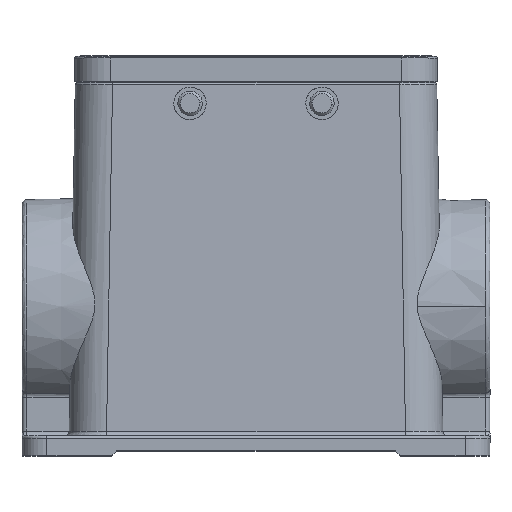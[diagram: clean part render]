
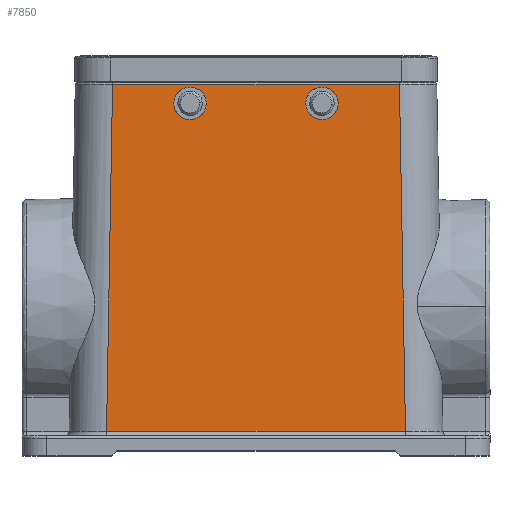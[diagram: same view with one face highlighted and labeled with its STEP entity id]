
A CAD part, top view. The second image highlights one B-rep face of the part: STEP entity #7850.
In plain terms, the highlighted planar face has unit normal (0, 0.018, 1).
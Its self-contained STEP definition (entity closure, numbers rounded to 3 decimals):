
#366 = CARTESIAN_POINT ( 'NONE',  ( 28.81, -2.491, 21.509 ) ) ;
#412 = CARTESIAN_POINT ( 'NONE',  ( 30.023, -72.017, 22.722 ) ) ;
#423 = CARTESIAN_POINT ( 'NONE',  ( -28.809, -2.491, 21.509 ) ) ;
#483 = CARTESIAN_POINT ( 'NONE',  ( 10.017, -5.864, 21.567 ) ) ;
#488 = CARTESIAN_POINT ( 'NONE',  ( 16.483, -6.536, 21.579 ) ) ;
#517 = CARTESIAN_POINT ( 'NONE',  ( -16.483, -6.536, 21.579 ) ) ;
#518 = CARTESIAN_POINT ( 'NONE',  ( -10.017, -5.864, 21.567 ) ) ;
#958 = CARTESIAN_POINT ( 'NONE',  ( -30.023, -72.017, 22.722 ) ) ;
#1234 = ORIENTED_EDGE ( 'NONE', *, *, #8053, .T. ) ;
#1242 = ORIENTED_EDGE ( 'NONE', *, *, #3654, .T. ) ;
#1277 = ORIENTED_EDGE ( 'NONE', *, *, #8087, .T. ) ;
#1285 = ORIENTED_EDGE ( 'NONE', *, *, #8124, .T. ) ;
#1300 = ORIENTED_EDGE ( 'NONE', *, *, #8014, .T. ) ;
#1333 = ORIENTED_EDGE ( 'NONE', *, *, #8044, .T. ) ;
#1412 = ORIENTED_EDGE ( 'NONE', *, *, #8067, .T. ) ;
#1417 = ORIENTED_EDGE ( 'NONE', *, *, #3637, .T. ) ;
#1696 =( BOUNDED_CURVE ( )  B_SPLINE_CURVE ( 3, ( #2150, #2149, #2148, #2147 ),
 .UNSPECIFIED., .F., .F. ) 
 B_SPLINE_CURVE_WITH_KNOTS ( ( 4, 4 ),
 ( 4.816, 7.958 ),
 .UNSPECIFIED. ) 
 CURVE ( )  GEOMETRIC_REPRESENTATION_ITEM ( )  RATIONAL_B_SPLINE_CURVE ( ( 1., 0.333, 0.333, 1. ) ) 
 REPRESENTATION_ITEM ( '' )  );
#1718 =( BOUNDED_CURVE ( )  B_SPLINE_CURVE ( 3, ( #3890, #3889, #3888, #3887 ),
 .UNSPECIFIED., .F., .F. ) 
 B_SPLINE_CURVE_WITH_KNOTS ( ( 4, 4 ),
 ( 4.609, 7.75 ),
 .UNSPECIFIED. ) 
 CURVE ( )  GEOMETRIC_REPRESENTATION_ITEM ( )  RATIONAL_B_SPLINE_CURVE ( ( 1., 0.333, 0.333, 1. ) ) 
 REPRESENTATION_ITEM ( '' )  );
#1801 = LINE ( 'NONE', #1802, #10057 ) ;
#1802 = CARTESIAN_POINT ( 'NONE',  ( -28.809, -2.491, 21.509 ) ) ;
#1804 = DIRECTION ( 'NONE',  ( -0.017, -1., 0.017 ) ) ;
#1918 = LINE ( 'NONE', #1919, #10067 ) ;
#1919 = CARTESIAN_POINT ( 'NONE',  ( -38.892, -2.491, 21.509 ) ) ;
#1920 = DIRECTION ( 'NONE',  ( -1., 0., 0. ) ) ;
#2147 = CARTESIAN_POINT ( 'NONE',  ( 16.483, -6.536, 21.579 ) ) ;
#2148 = CARTESIAN_POINT ( 'NONE',  ( 17.154, -0.071, 21.466 ) ) ;
#2149 = CARTESIAN_POINT ( 'NONE',  ( 10.689, 0.601, 21.455 ) ) ;
#2150 = CARTESIAN_POINT ( 'NONE',  ( 10.017, -5.864, 21.567 ) ) ;
#2434 = CARTESIAN_POINT ( 'NONE',  ( -10.017, -5.864, 21.567 ) ) ;
#2435 = CARTESIAN_POINT ( 'NONE',  ( -9.346, -12.329, 21.68 ) ) ;
#2436 = CARTESIAN_POINT ( 'NONE',  ( -15.811, -13.001, 21.692 ) ) ;
#2437 = CARTESIAN_POINT ( 'NONE',  ( -16.483, -6.536, 21.579 ) ) ;
#2776 = LINE ( 'NONE', #2777, #10327 ) ;
#2777 = CARTESIAN_POINT ( 'NONE',  ( -38.892, -72.017, 22.722 ) ) ;
#2778 = DIRECTION ( 'NONE',  ( 1., 0., 0. ) ) ;
#3637 = EDGE_CURVE ( 'NONE', #9857, #9858, #1718, .T. ) ;
#3654 = EDGE_CURVE ( 'NONE', #9770, #9782, #1696, .T. ) ;
#3887 = CARTESIAN_POINT ( 'NONE',  ( -10.017, -5.864, 21.567 ) ) ;
#3888 = CARTESIAN_POINT ( 'NONE',  ( -10.689, 0.601, 21.455 ) ) ;
#3889 = CARTESIAN_POINT ( 'NONE',  ( -17.154, -0.071, 21.466 ) ) ;
#3890 = CARTESIAN_POINT ( 'NONE',  ( -16.483, -6.536, 21.579 ) ) ;
#4014 = FACE_BOUND ( 'NONE', #9340, .T. ) ;
#4026 = AXIS2_PLACEMENT_3D ( 'NONE', #8309, #8310, #8311 ) ;
#4029 = FACE_OUTER_BOUND ( 'NONE', #9374, .T. ) ;
#4030 = FACE_BOUND ( 'NONE', #9346, .T. ) ;
#4207 = CARTESIAN_POINT ( 'NONE',  ( 16.483, -6.536, 21.579 ) ) ;
#4208 = CARTESIAN_POINT ( 'NONE',  ( 15.811, -13.001, 21.692 ) ) ;
#4209 = CARTESIAN_POINT ( 'NONE',  ( 9.346, -12.329, 21.68 ) ) ;
#4210 = CARTESIAN_POINT ( 'NONE',  ( 10.017, -5.864, 21.567 ) ) ;
#6035 = VERTEX_POINT ( 'NONE', #958 ) ;
#6243 =( BOUNDED_CURVE ( )  B_SPLINE_CURVE ( 3, ( #4207, #4208, #4209, #4210 ),
 .UNSPECIFIED., .F., .F. ) 
 B_SPLINE_CURVE_WITH_KNOTS ( ( 4, 4 ),
 ( 1.674, 4.816 ),
 .UNSPECIFIED. ) 
 CURVE ( )  GEOMETRIC_REPRESENTATION_ITEM ( )  RATIONAL_B_SPLINE_CURVE ( ( 1., 0.333, 0.333, 1. ) ) 
 REPRESENTATION_ITEM ( '' )  );
#6291 =( BOUNDED_CURVE ( )  B_SPLINE_CURVE ( 3, ( #2434, #2435, #2436, #2437 ),
 .UNSPECIFIED., .F., .F. ) 
 B_SPLINE_CURVE_WITH_KNOTS ( ( 4, 4 ),
 ( 1.467, 4.609 ),
 .UNSPECIFIED. ) 
 CURVE ( )  GEOMETRIC_REPRESENTATION_ITEM ( )  RATIONAL_B_SPLINE_CURVE ( ( 1., 0.333, 0.333, 1. ) ) 
 REPRESENTATION_ITEM ( '' )  );
#6695 = LINE ( 'NONE', #6696, #10030 ) ;
#6696 = CARTESIAN_POINT ( 'NONE',  ( 30.023, -72.017, 22.722 ) ) ;
#6697 = DIRECTION ( 'NONE',  ( -0.017, 1., -0.017 ) ) ;
#7850 = ADVANCED_FACE ( 'NONE', ( #4014, #4029, #4030 ), #8308, .T. ) ;
#8014 = EDGE_CURVE ( 'NONE', #9688, #9268, #6695, .T. ) ;
#8044 = EDGE_CURVE ( 'NONE', #9858, #9857, #6291, .T. ) ;
#8053 = EDGE_CURVE ( 'NONE', #9699, #6035, #1801, .T. ) ;
#8067 = EDGE_CURVE ( 'NONE', #9268, #9699, #1918, .T. ) ;
#8087 = EDGE_CURVE ( 'NONE', #9782, #9770, #6243, .T. ) ;
#8124 = EDGE_CURVE ( 'NONE', #6035, #9688, #2776, .T. ) ;
#8308 = PLANE ( 'NONE',  #4026 ) ;
#8309 = CARTESIAN_POINT ( 'NONE',  ( -38.892, -2., 21.5 ) ) ;
#8310 = DIRECTION ( 'NONE',  ( 0., 0.017, 1. ) ) ;
#8311 = DIRECTION ( 'NONE',  ( 0., -1., 0.017 ) ) ;
#9268 = VERTEX_POINT ( 'NONE', #366 ) ;
#9340 = EDGE_LOOP ( 'NONE', ( #1242, #1277 ) ) ;
#9346 = EDGE_LOOP ( 'NONE', ( #1417, #1333 ) ) ;
#9374 = EDGE_LOOP ( 'NONE', ( #1300, #1412, #1234, #1285 ) ) ;
#9688 = VERTEX_POINT ( 'NONE', #412 ) ;
#9699 = VERTEX_POINT ( 'NONE', #423 ) ;
#9770 = VERTEX_POINT ( 'NONE', #483 ) ;
#9782 = VERTEX_POINT ( 'NONE', #488 ) ;
#9857 = VERTEX_POINT ( 'NONE', #517 ) ;
#9858 = VERTEX_POINT ( 'NONE', #518 ) ;
#10030 = VECTOR ( 'NONE', #6697, 1000. ) ;
#10057 = VECTOR ( 'NONE', #1804, 1000. ) ;
#10067 = VECTOR ( 'NONE', #1920, 1000. ) ;
#10327 = VECTOR ( 'NONE', #2778, 1000. ) ;
